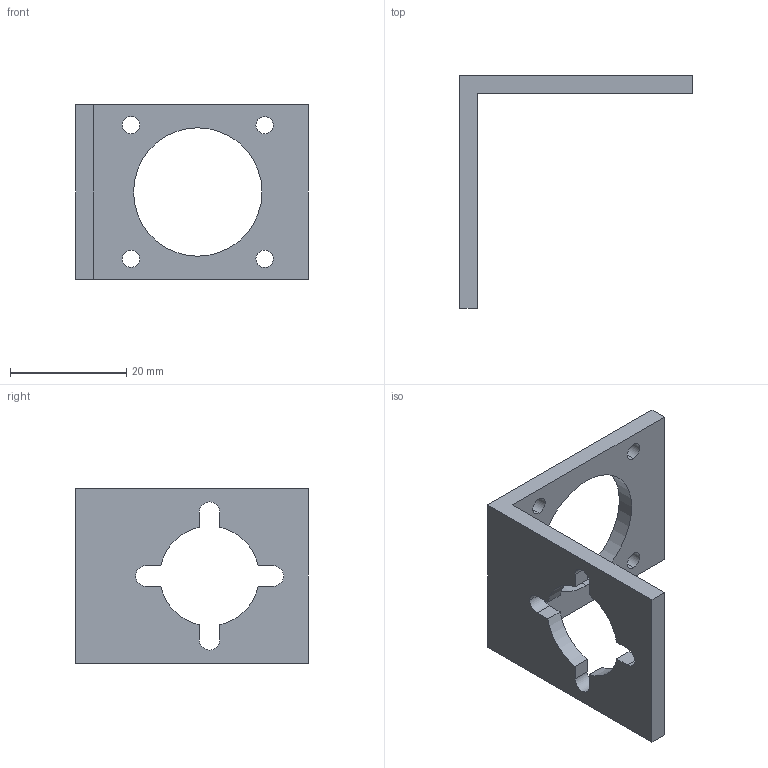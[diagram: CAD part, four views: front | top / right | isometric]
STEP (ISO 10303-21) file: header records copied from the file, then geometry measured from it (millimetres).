
FILE_DESCRIPTION (( 'STEP AP203' ), '1' );
FILE_NAME ('J4 Motor Bracket.STEP', '2019-10-20T06:27:23', ( '' ), ( '' ), 'SwSTEP 2.0', 'SolidWorks 2019', '' );
FILE_SCHEMA (( 'CONFIG_CONTROL_DESIGN' ));
Length unit declared in the file: millimetre
Products named in the file (1): J4 Motor Bracket
Bounding box: 40 x 40 x 30 mm (x, y, z)
Volume: 4839.9 mm3; surface area: 4437.8 mm2
Topology: 1 solids, 1 shells, 35 faces, 99 edges, 66 vertices
Faces by surface type: cylinder 19, plane 16
Entity records: 1252 total; most frequent: DIRECTION 209, CARTESIAN_POINT 201, ORIENTED_EDGE 198, EDGE_CURVE 99, AXIS2_PLACEMENT_3D 74, VERTEX_POINT 66, LINE 61, VECTOR 61
